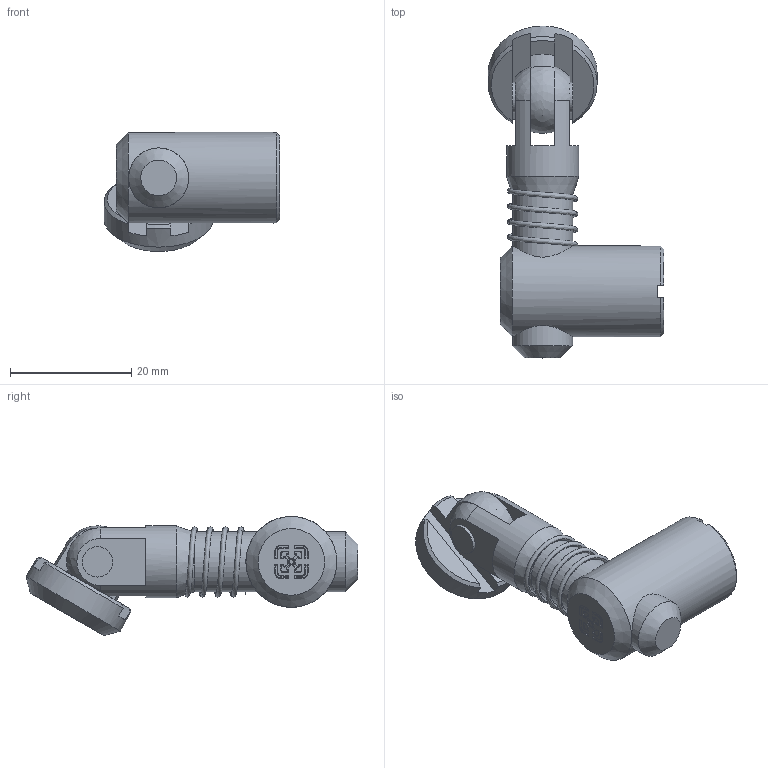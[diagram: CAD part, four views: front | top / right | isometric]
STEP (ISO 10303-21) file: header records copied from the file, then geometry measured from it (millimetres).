
FILE_DESCRIPTION(/* description */ ('Connessione snodata foro laterale'),/* implementation_level */ '2;1');
FILE_NAME(/* name */ 'PCE40-04.stp',/* time_stamp */ '2021-02-19T08:20:01+01:00',/* author */ ('omnitec'),/* organization */ ('Microsoft'),/* preprocessor_version */ 'ST-DEVELOPER v18.1',/* originating_system */ 'Autodesk Inventor 2021',/* authorisation */ '');
FILE_SCHEMA (('AUTOMOTIVE_DESIGN { 1 0 10303 214 3 1 1 }'));
Length unit declared in the file: millimetre
Products named in the file (1): PCE40-04
Bounding box: 29 x 54.79 x 19.66 mm (x, y, z)
Volume: 263.7 mm3; surface area: 5327.5 mm2
Topology: 2 solids, 6 shells, 161 faces, 465 edges, 309 vertices
Faces by surface type: plane 106, cone 42, cylinder 8, sphere 3, bspline 2
Full cylindrical faces by diameter (mm): 5 x1, 8.5 x1, 9.9 x1, 11.9 x1, 15 x1, 18 x1
Entity records: 7902 total; most frequent: CARTESIAN_POINT 3574, DIRECTION 887, ORIENTED_EDGE 875, EDGE_CURVE 463, VERTEX_POINT 309, LINE 305, VECTOR 305, AXIS2_PLACEMENT_3D 291
